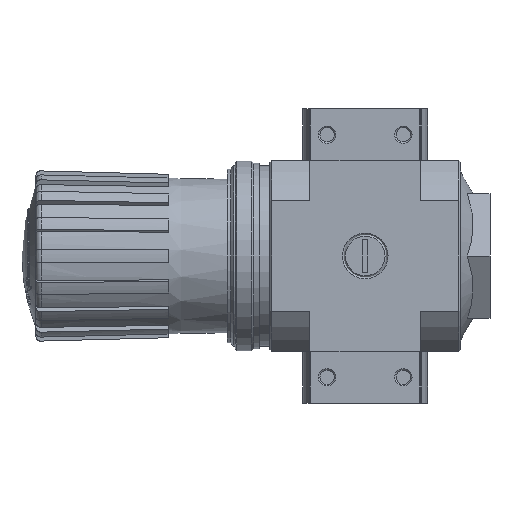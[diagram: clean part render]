
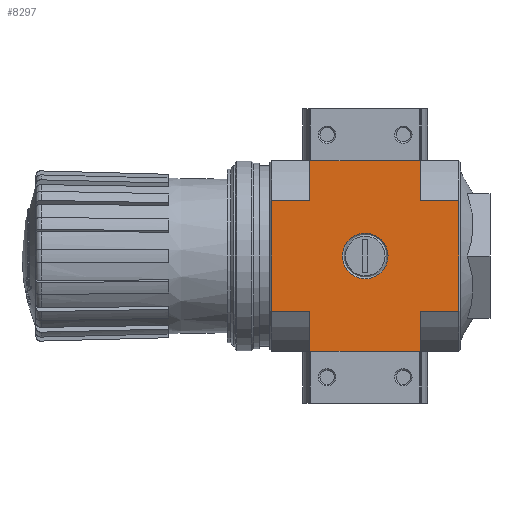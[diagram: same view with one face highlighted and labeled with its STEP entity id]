
A CAD part, left-side view. The second image highlights one B-rep face of the part: STEP entity #8297.
In plain terms, the highlighted face is planar.
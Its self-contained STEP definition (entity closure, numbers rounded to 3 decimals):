
#205=LINE('',#11659,#595);
#321=LINE('',#12948,#711);
#337=LINE('',#13010,#727);
#338=LINE('',#13013,#728);
#339=LINE('',#13015,#729);
#340=LINE('',#13017,#730);
#341=LINE('',#13018,#731);
#342=LINE('',#13020,#732);
#343=LINE('',#13022,#733);
#344=LINE('',#13024,#734);
#345=LINE('',#13026,#735);
#346=LINE('',#13027,#736);
#595=VECTOR('',#9516,1000.);
#711=VECTOR('',#10152,1000.);
#727=VECTOR('',#10190,1000.);
#728=VECTOR('',#10191,1000.);
#729=VECTOR('',#10192,1000.);
#730=VECTOR('',#10193,1000.);
#731=VECTOR('',#10194,1000.);
#732=VECTOR('',#10195,1000.);
#733=VECTOR('',#10196,1000.);
#734=VECTOR('',#10197,1000.);
#735=VECTOR('',#10198,1000.);
#736=VECTOR('',#10199,1000.);
#1066=PLANE('',#8919);
#1367=CIRCLE('',#8920,6.579);
#2241=ORIENTED_EDGE('',*,*,#3981,.T.);
#2242=ORIENTED_EDGE('',*,*,#3982,.T.);
#2243=ORIENTED_EDGE('',*,*,#3983,.F.);
#2244=ORIENTED_EDGE('',*,*,#3984,.T.);
#2245=ORIENTED_EDGE('',*,*,#3985,.F.);
#2246=ORIENTED_EDGE('',*,*,#3548,.F.);
#2247=ORIENTED_EDGE('',*,*,#3986,.T.);
#2248=ORIENTED_EDGE('',*,*,#3987,.F.);
#2249=ORIENTED_EDGE('',*,*,#3988,.T.);
#2250=ORIENTED_EDGE('',*,*,#3989,.F.);
#2251=ORIENTED_EDGE('',*,*,#3990,.T.);
#2252=ORIENTED_EDGE('',*,*,#3956,.F.);
#2253=ORIENTED_EDGE('',*,*,#3991,.F.);
#3548=EDGE_CURVE('',#4510,#4511,#205,.T.);
#3956=EDGE_CURVE('',#4805,#4806,#321,.T.);
#3981=EDGE_CURVE('',#4824,#4824,#1367,.T.);
#3982=EDGE_CURVE('',#4825,#4826,#337,.F.);
#3983=EDGE_CURVE('',#4827,#4826,#338,.T.);
#3984=EDGE_CURVE('',#4827,#4828,#339,.T.);
#3985=EDGE_CURVE('',#4511,#4828,#340,.T.);
#3986=EDGE_CURVE('',#4510,#4829,#341,.T.);
#3987=EDGE_CURVE('',#4830,#4829,#342,.T.);
#3988=EDGE_CURVE('',#4830,#4831,#343,.T.);
#3989=EDGE_CURVE('',#4832,#4831,#344,.F.);
#3990=EDGE_CURVE('',#4832,#4806,#345,.T.);
#3991=EDGE_CURVE('',#4825,#4805,#346,.T.);
#4510=VERTEX_POINT('',#11658);
#4511=VERTEX_POINT('',#11660);
#4805=VERTEX_POINT('',#12947);
#4806=VERTEX_POINT('',#12949);
#4824=VERTEX_POINT('',#13009);
#4825=VERTEX_POINT('',#13011);
#4826=VERTEX_POINT('',#13012);
#4827=VERTEX_POINT('',#13014);
#4828=VERTEX_POINT('',#13016);
#4829=VERTEX_POINT('',#13019);
#4830=VERTEX_POINT('',#13021);
#4831=VERTEX_POINT('',#13023);
#4832=VERTEX_POINT('',#13025);
#5459=EDGE_LOOP('',(#2241));
#5460=EDGE_LOOP('',(#2242,#2243,#2244,#2245,#2246,#2247,#2248,#2249,#2250,
#2251,#2252,#2253));
#6037=FACE_BOUND('',#5459,.T.);
#6038=FACE_BOUND('',#5460,.T.);
#8297=ADVANCED_FACE('',(#6037,#6038),#1066,.F.);
#8919=AXIS2_PLACEMENT_3D('',#13007,#10186,#10187);
#8920=AXIS2_PLACEMENT_3D('',#13008,#10188,#10189);
#9516=DIRECTION('',(0.,1.,0.));
#10152=DIRECTION('',(0.,-1.,0.));
#10186=DIRECTION('',(0.,0.,1.));
#10187=DIRECTION('',(1.,0.,0.));
#10188=DIRECTION('',(0.,0.,1.));
#10189=DIRECTION('',(1.,0.,0.));
#10190=DIRECTION('',(0.,-1.,0.));
#10191=DIRECTION('',(-1.,0.,0.));
#10192=DIRECTION('',(0.,-1.,0.));
#10193=DIRECTION('',(-1.,0.,0.));
#10194=DIRECTION('',(-1.,0.,0.));
#10195=DIRECTION('',(0.,1.,0.));
#10196=DIRECTION('',(-1.,0.,0.));
#10197=DIRECTION('',(0.,1.,0.));
#10198=DIRECTION('',(-1.,0.,0.));
#10199=DIRECTION('',(-1.,0.,0.));
#11658=CARTESIAN_POINT('',(27.5,-16.,-27.5));
#11659=CARTESIAN_POINT('',(27.5,-27.,-27.5));
#11660=CARTESIAN_POINT('',(27.5,16.,-27.5));
#12947=CARTESIAN_POINT('',(-27.5,16.,-27.5));
#12948=CARTESIAN_POINT('',(-27.5,27.,-27.5));
#12949=CARTESIAN_POINT('',(-27.5,-16.,-27.5));
#13007=CARTESIAN_POINT('',(0.,0.,-27.5));
#13008=CARTESIAN_POINT('',(0.,0.,-27.5));
#13009=CARTESIAN_POINT('',(6.579,0.,-27.5));
#13010=CARTESIAN_POINT('',(-15.869,31.,-27.5));
#13011=CARTESIAN_POINT('',(-15.869,16.,-27.5));
#13012=CARTESIAN_POINT('',(-15.869,27.,-27.5));
#13013=CARTESIAN_POINT('',(27.5,27.,-27.5));
#13014=CARTESIAN_POINT('',(15.869,27.,-27.5));
#13015=CARTESIAN_POINT('',(15.869,31.,-27.5));
#13016=CARTESIAN_POINT('',(15.869,16.,-27.5));
#13017=CARTESIAN_POINT('',(0.,16.,-27.5));
#13018=CARTESIAN_POINT('',(0.,-16.,-27.5));
#13019=CARTESIAN_POINT('',(15.869,-16.,-27.5));
#13020=CARTESIAN_POINT('',(15.869,-31.,-27.5));
#13021=CARTESIAN_POINT('',(15.869,-27.,-27.5));
#13022=CARTESIAN_POINT('',(27.5,-27.,-27.5));
#13023=CARTESIAN_POINT('',(-15.869,-27.,-27.5));
#13024=CARTESIAN_POINT('',(-15.869,-31.,-27.5));
#13025=CARTESIAN_POINT('',(-15.869,-16.,-27.5));
#13026=CARTESIAN_POINT('',(0.,-16.,-27.5));
#13027=CARTESIAN_POINT('',(0.,16.,-27.5));
